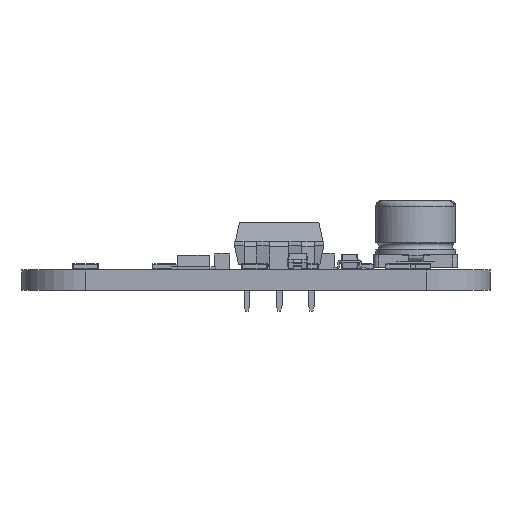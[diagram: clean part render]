
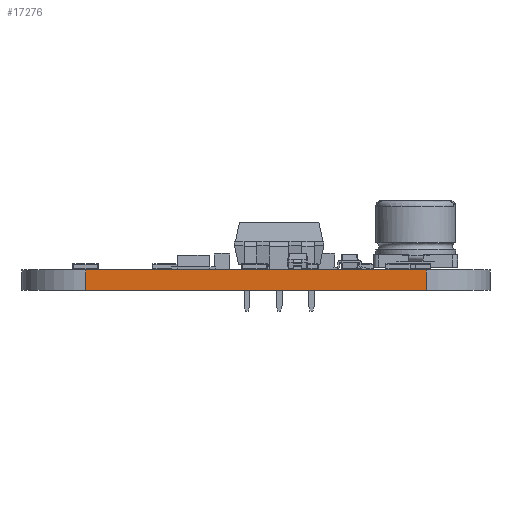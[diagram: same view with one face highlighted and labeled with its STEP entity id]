
A CAD part, left-side view. The second image highlights one B-rep face of the part: STEP entity #17276.
In plain terms, the highlighted planar face has unit normal (-1, 0, 0).
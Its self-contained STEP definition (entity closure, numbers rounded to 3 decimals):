
#16546 = VERTEX_POINT('',#16547);
#16547 = CARTESIAN_POINT('',(109.2,-111.85,0.));
#16554 = EDGE_CURVE('',#16546,#16555,#16557,.T.);
#16555 = VERTEX_POINT('',#16556);
#16556 = CARTESIAN_POINT('',(109.2,-85.,0.));
#16557 = LINE('',#16558,#16559);
#16558 = CARTESIAN_POINT('',(109.2,-111.85,0.));
#16559 = VECTOR('',#16560,1.);
#16560 = DIRECTION('',(0.,1.,0.));
#16906 = VERTEX_POINT('',#16907);
#16907 = CARTESIAN_POINT('',(109.2,-111.85,1.6));
#16914 = EDGE_CURVE('',#16906,#16915,#16917,.T.);
#16915 = VERTEX_POINT('',#16916);
#16916 = CARTESIAN_POINT('',(109.2,-85.,1.6));
#16917 = LINE('',#16918,#16919);
#16918 = CARTESIAN_POINT('',(109.2,-111.85,1.6));
#16919 = VECTOR('',#16920,1.);
#16920 = DIRECTION('',(0.,1.,0.));
#17246 = EDGE_CURVE('',#16555,#16915,#17247,.T.);
#17247 = LINE('',#17248,#17249);
#17248 = CARTESIAN_POINT('',(109.2,-85.,0.));
#17249 = VECTOR('',#17250,1.);
#17250 = DIRECTION('',(0.,0.,1.));
#17276 = ADVANCED_FACE('',(#17277),#17288,.T.);
#17277 = FACE_BOUND('',#17278,.T.);
#17278 = EDGE_LOOP('',(#17279,#17285,#17286,#17287));
#17279 = ORIENTED_EDGE('',*,*,#17280,.T.);
#17280 = EDGE_CURVE('',#16546,#16906,#17281,.T.);
#17281 = LINE('',#17282,#17283);
#17282 = CARTESIAN_POINT('',(109.2,-111.85,0.));
#17283 = VECTOR('',#17284,1.);
#17284 = DIRECTION('',(0.,0.,1.));
#17285 = ORIENTED_EDGE('',*,*,#16914,.T.);
#17286 = ORIENTED_EDGE('',*,*,#17246,.F.);
#17287 = ORIENTED_EDGE('',*,*,#16554,.F.);
#17288 = PLANE('',#17289);
#17289 = AXIS2_PLACEMENT_3D('',#17290,#17291,#17292);
#17290 = CARTESIAN_POINT('',(109.2,-111.85,0.));
#17291 = DIRECTION('',(-1.,0.,0.));
#17292 = DIRECTION('',(0.,1.,0.));
